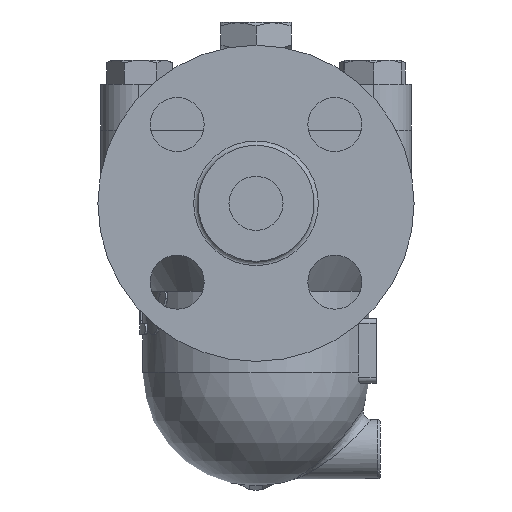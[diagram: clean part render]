
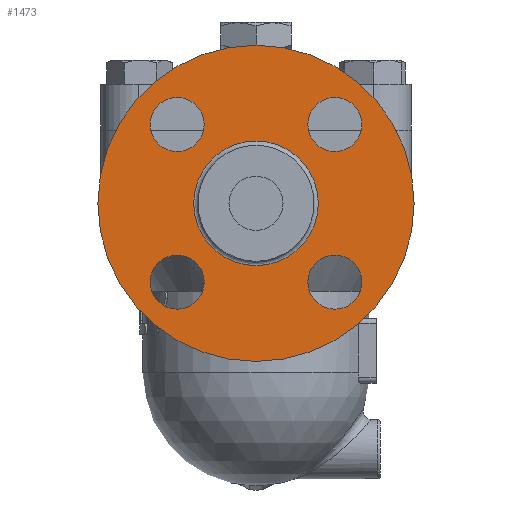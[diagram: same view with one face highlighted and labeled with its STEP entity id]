
A CAD part, left-side view. The second image highlights one B-rep face of the part: STEP entity #1473.
In plain terms, the highlighted planar face has unit normal (-1, 0, 0).
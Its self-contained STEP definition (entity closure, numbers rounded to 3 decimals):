
#1387=CARTESIAN_POINT('',(-120.4,0.,-3.95));
#1388=VERTEX_POINT('',#1387);
#1389=CARTESIAN_POINT('',(-120.4,0.0,-27.));
#1390=DIRECTION('',(-1.0,0.0,0.0));
#1391=DIRECTION('',(0.0,0.0,-1.0));
#1392=AXIS2_PLACEMENT_3D('',#1389,#1390,#1391);
#1393=CIRCLE('',#1392,23.05);
#1394=EDGE_CURVE('',#1388,#1388,#1393,.T.);
#1410=CARTESIAN_POINT('',(-120.4,0.0,12.975));
#1411=DIRECTION('',(-1.0,0.0,0.0));
#1412=DIRECTION('',(0.0,0.0,1.0));
#1413=AXIS2_PLACEMENT_3D('',#1410,#1411,#1412);
#1414=PLANE('',#1413);
#1415=CARTESIAN_POINT('',(-120.4,0.0,31.5));
#1416=VERTEX_POINT('',#1415);
#1417=CARTESIAN_POINT('',(-120.4,0.0,-27.));
#1418=DIRECTION('',(-1.0,0.0,0.0));
#1419=DIRECTION('',(0.0,0.0,1.0));
#1420=AXIS2_PLACEMENT_3D('',#1417,#1418,#1419);
#1421=CIRCLE('',#1420,58.5);
#1422=EDGE_CURVE('',#1416,#1416,#1421,.T.);
#1423=ORIENTED_EDGE('',*,*,#1422,.T.);
#1424=EDGE_LOOP('',(#1423));
#1425=FACE_OUTER_BOUND('',#1424,.T.);
#1426=CARTESIAN_POINT('',(-120.4,-29.168,12.168));
#1427=VERTEX_POINT('',#1426);
#1428=CARTESIAN_POINT('',(-120.4,-29.168,2.168));
#1429=DIRECTION('',(1.0,0.0,0.0));
#1430=DIRECTION('',(0.0,0.0,1.0));
#1431=AXIS2_PLACEMENT_3D('',#1428,#1429,#1430);
#1432=CIRCLE('',#1431,10.0);
#1433=EDGE_CURVE('',#1427,#1427,#1432,.T.);
#1434=ORIENTED_EDGE('',*,*,#1433,.T.);
#1435=EDGE_LOOP('',(#1434));
#1436=FACE_BOUND('',#1435,.T.);
#1437=CARTESIAN_POINT('',(-120.4,39.168,2.168));
#1438=VERTEX_POINT('',#1437);
#1439=CARTESIAN_POINT('',(-120.4,29.168,2.168));
#1440=DIRECTION('',(1.0,0.0,0.0));
#1441=DIRECTION('',(0.0,1.0,0.0));
#1442=AXIS2_PLACEMENT_3D('',#1439,#1440,#1441);
#1443=CIRCLE('',#1442,10.0);
#1444=EDGE_CURVE('',#1438,#1438,#1443,.T.);
#1445=ORIENTED_EDGE('',*,*,#1444,.T.);
#1446=EDGE_LOOP('',(#1445));
#1447=FACE_BOUND('',#1446,.T.);
#1448=CARTESIAN_POINT('',(-120.4,29.168,-66.168));
#1449=VERTEX_POINT('',#1448);
#1450=CARTESIAN_POINT('',(-120.4,29.168,-56.168));
#1451=DIRECTION('',(1.0,0.0,0.0));
#1452=DIRECTION('',(0.0,0.0,-1.0));
#1453=AXIS2_PLACEMENT_3D('',#1450,#1451,#1452);
#1454=CIRCLE('',#1453,10.0);
#1455=EDGE_CURVE('',#1449,#1449,#1454,.T.);
#1456=ORIENTED_EDGE('',*,*,#1455,.T.);
#1457=EDGE_LOOP('',(#1456));
#1458=FACE_BOUND('',#1457,.T.);
#1459=CARTESIAN_POINT('',(-120.4,-39.168,-56.168));
#1460=VERTEX_POINT('',#1459);
#1461=CARTESIAN_POINT('',(-120.4,-29.168,-56.168));
#1462=DIRECTION('',(1.0,0.0,0.0));
#1463=DIRECTION('',(0.0,-1.0,0.0));
#1464=AXIS2_PLACEMENT_3D('',#1461,#1462,#1463);
#1465=CIRCLE('',#1464,10.0);
#1466=EDGE_CURVE('',#1460,#1460,#1465,.T.);
#1467=ORIENTED_EDGE('',*,*,#1466,.T.);
#1468=EDGE_LOOP('',(#1467));
#1469=FACE_BOUND('',#1468,.T.);
#1470=ORIENTED_EDGE('',*,*,#1394,.F.);
#1471=EDGE_LOOP('',(#1470));
#1472=FACE_BOUND('',#1471,.T.);
#1473=ADVANCED_FACE('',(#1425,#1436,#1447,#1458,#1469,#1472),#1414,.T.);
